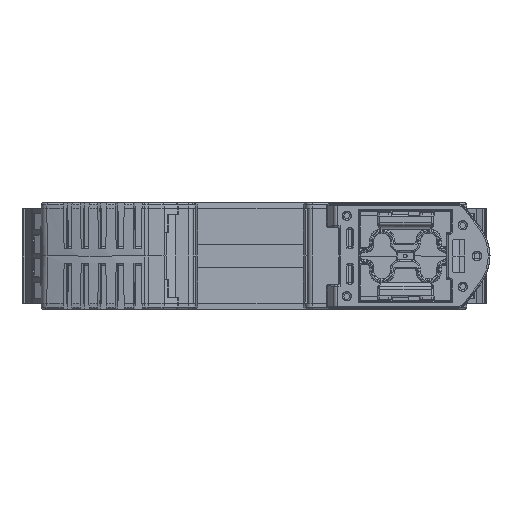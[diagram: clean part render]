
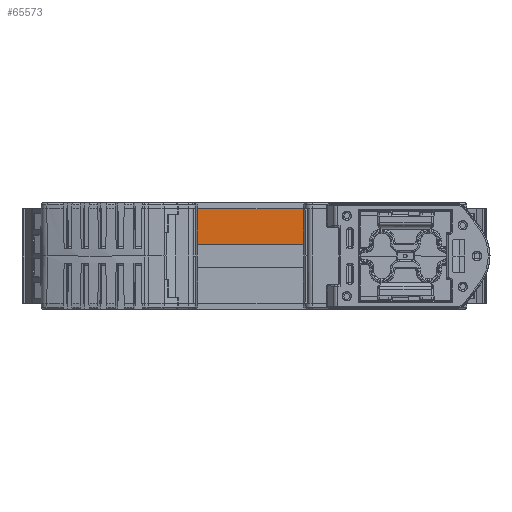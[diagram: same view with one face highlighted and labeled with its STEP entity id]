
A CAD part, left-side view. The second image highlights one B-rep face of the part: STEP entity #65573.
In plain terms, the highlighted planar face has unit normal (-1, 0, -0.009).
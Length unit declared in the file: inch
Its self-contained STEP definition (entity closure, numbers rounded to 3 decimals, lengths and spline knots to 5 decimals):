
#216 = VECTOR ( 'NONE', #74470, 39.37008 ) ;
#2840 = EDGE_LOOP ( 'NONE', ( #96877, #77376, #58960, #49142 ) ) ;
#13138 = CARTESIAN_POINT ( 'NONE',  ( -1.82813, -0.41141, 0.09816 ) ) ;
#14781 = CARTESIAN_POINT ( 'NONE',  ( -1.82813, 0.47106, 0.09816 ) ) ;
#15603 = DIRECTION ( 'NONE',  ( 0., 1., 0. ) ) ;
#16191 = CARTESIAN_POINT ( 'NONE',  ( -1.82813, 0.4688, 0.09816 ) ) ;
#24801 = EDGE_CURVE ( 'NONE', #109769, #45025, #93329, .T. ) ;
#32829 = VECTOR ( 'NONE', #15603, 39.37008 ) ;
#36156 = EDGE_CURVE ( 'NONE', #93003, #109769, #39391, .T. ) ;
#39391 = LINE ( 'NONE', #94965, #216 ) ;
#41982 = DIRECTION ( 'NONE',  ( -1., 0., -0.009 ) ) ;
#42679 = AXIS2_PLACEMENT_3D ( 'NONE', #113245, #41982, #78840 ) ;
#45025 = VERTEX_POINT ( 'NONE', #67694 ) ;
#49142 = ORIENTED_EDGE ( 'NONE', *, *, #36156, .F. ) ;
#50066 = CARTESIAN_POINT ( 'NONE',  ( -1.83071, 0.4688, 0.3937 ) ) ;
#58960 = ORIENTED_EDGE ( 'NONE', *, *, #24801, .F. ) ;
#59507 = PLANE ( 'NONE',  #42679 ) ;
#62729 = LINE ( 'NONE', #90529, #78378 ) ;
#65573 = ADVANCED_FACE ( 'NONE', ( #76411 ), #59507, .T. ) ;
#66218 = VERTEX_POINT ( 'NONE', #13138 ) ;
#67694 = CARTESIAN_POINT ( 'NONE',  ( -1.83071, -0.40915, 0.3937 ) ) ;
#68349 = CARTESIAN_POINT ( 'NONE',  ( -1.83071, 0.4688, 0.3937 ) ) ;
#74470 = DIRECTION ( 'NONE',  ( -0.009, -0.008, 1. ) ) ;
#76411 = FACE_OUTER_BOUND ( 'NONE', #2840, .T. ) ;
#77376 = ORIENTED_EDGE ( 'NONE', *, *, #102278, .F. ) ;
#78378 = VECTOR ( 'NONE', #99574, 39.37008 ) ;
#78840 = DIRECTION ( 'NONE',  ( 0.009, 0., -1. ) ) ;
#81934 = VECTOR ( 'NONE', #86505, 39.37008 ) ;
#86505 = DIRECTION ( 'NONE',  ( 0., -1., 0. ) ) ;
#90529 = CARTESIAN_POINT ( 'NONE',  ( -1.83071, -0.40915, 0.3937 ) ) ;
#93003 = VERTEX_POINT ( 'NONE', #14781 ) ;
#93329 = LINE ( 'NONE', #68349, #81934 ) ;
#94965 = CARTESIAN_POINT ( 'NONE',  ( -1.82727, 0.47181, 0. ) ) ;
#96877 = ORIENTED_EDGE ( 'NONE', *, *, #109926, .F. ) ;
#99574 = DIRECTION ( 'NONE',  ( 0.009, -0.008, -1. ) ) ;
#102278 = EDGE_CURVE ( 'NONE', #45025, #66218, #62729, .T. ) ;
#109769 = VERTEX_POINT ( 'NONE', #50066 ) ;
#109926 = EDGE_CURVE ( 'NONE', #66218, #93003, #117057, .T. ) ;
#113245 = CARTESIAN_POINT ( 'NONE',  ( -1.83071, 0.4688, 0.3937 ) ) ;
#117057 = LINE ( 'NONE', #16191, #32829 ) ;
